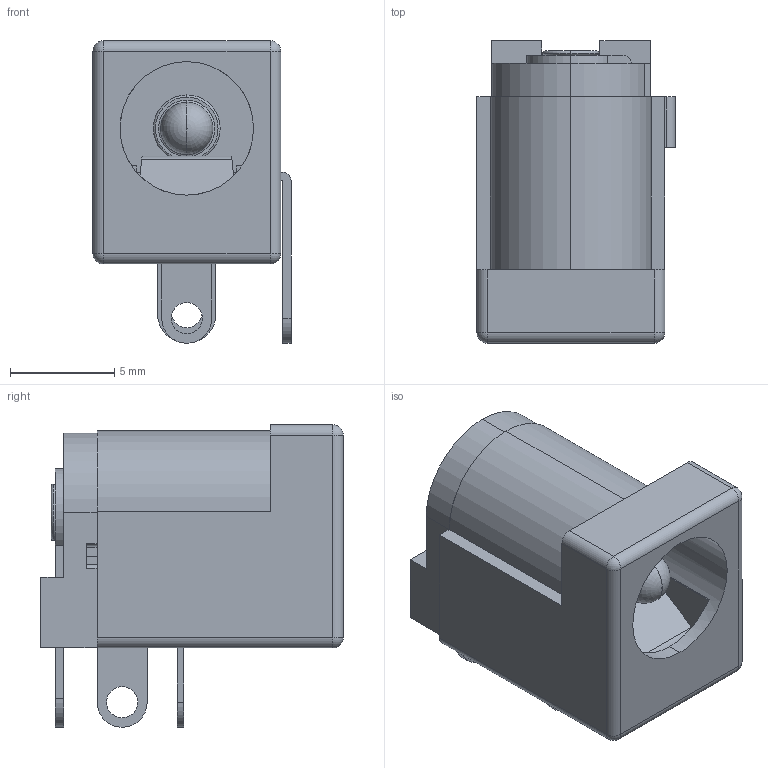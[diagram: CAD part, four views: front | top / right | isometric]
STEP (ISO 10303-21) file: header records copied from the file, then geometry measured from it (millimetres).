
FILE_DESCRIPTION(('STEP AP242'),'1');
FILE_NAME('694108301002.stp','2022-03-03T22:29:32',('TraceParts'),('TraceParts S.A.'),'Spatial InterOp 3D',' ',' ');
FILE_SCHEMA(('AP242_MANAGED_MODEL_BASED_3D_ENGINEERING_MIM_LF {1 0 10303 442 1 1 4}'));
Length unit declared in the file: millimetre
Products named in the file (1): 694108301002_1
Bounding box: 9.5 x 14.5 x 14.5 mm (x, y, z)
Volume: 746.3 mm3; surface area: 1748.4 mm2
Topology: 6 solids, 6 shells, 221 faces, 593 edges, 386 vertices
Faces by surface type: plane 120, cylinder 71, torus 26, sphere 4
Entity records: 7025 total; most frequent: DIRECTION 1253, CARTESIAN_POINT 1202, ORIENTED_EDGE 1178, EDGE_CURVE 589, AXIS2_PLACEMENT_3D 437, VERTEX_POINT 386, LINE 379, VECTOR 379
